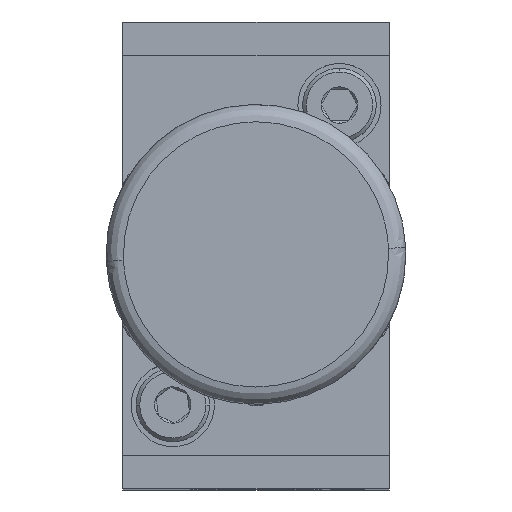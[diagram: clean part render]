
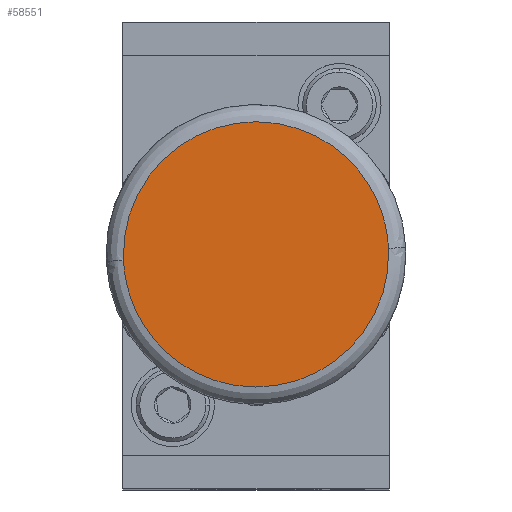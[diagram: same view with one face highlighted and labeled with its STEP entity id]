
A CAD part, top view. The second image highlights one B-rep face of the part: STEP entity #58551.
In plain terms, the highlighted planar face has unit normal (0, 0, 1).
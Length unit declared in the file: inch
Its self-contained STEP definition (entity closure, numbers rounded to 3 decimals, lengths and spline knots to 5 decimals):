
#4349 = CARTESIAN_POINT ( 'NONE',  ( 0.49697, 0.02285, 2.16746 ) ) ;
#15669 =( BOUNDED_CURVE ( )  B_SPLINE_CURVE ( 3, ( #4349, #19467, #97517, #97180 ),
 .UNSPECIFIED., .F., .F. ) 
 B_SPLINE_CURVE_WITH_KNOTS ( ( 4, 4 ),
 ( 0., 1. ),
 .UNSPECIFIED. ) 
 CURVE ( )  GEOMETRIC_REPRESENTATION_ITEM ( )  RATIONAL_B_SPLINE_CURVE ( ( 0.957, 0.319, 0.319, 0.957 ) ) 
 REPRESENTATION_ITEM ( '' )  );
#19467 = CARTESIAN_POINT ( 'NONE',  ( 0.54268, -0.9711, 2.16746 ) ) ;
#25321 = DIRECTION ( 'NONE',  ( 0., 0., 1. ) ) ;
#29269 = VERTEX_POINT ( 'NONE', #49980 ) ;
#37391 = ORIENTED_EDGE ( 'NONE', *, *, #91041, .F. ) ;
#39135 = CARTESIAN_POINT ( 'NONE',  ( -0.54268, 0.9711, 2.16746 ) ) ;
#39304 = PLANE ( 'NONE',  #73167 ) ;
#40653 = DIRECTION ( 'NONE',  ( -0.999, -0.046, 0. ) ) ;
#46317 = CARTESIAN_POINT ( 'NONE',  ( -0.49697, -0.02285, 2.16746 ) ) ;
#49980 = CARTESIAN_POINT ( 'NONE',  ( 0.49697, 0.02285, 2.16746 ) ) ;
#56882 =( BOUNDED_CURVE ( )  B_SPLINE_CURVE ( 3, ( #46317, #39135, #93975, #57617 ),
 .UNSPECIFIED., .F., .F. ) 
 B_SPLINE_CURVE_WITH_KNOTS ( ( 4, 4 ),
 ( 0., 1. ),
 .UNSPECIFIED. ) 
 CURVE ( )  GEOMETRIC_REPRESENTATION_ITEM ( )  RATIONAL_B_SPLINE_CURVE ( ( 0.957, 0.319, 0.319, 0.957 ) ) 
 REPRESENTATION_ITEM ( '' )  );
#57398 = CARTESIAN_POINT ( 'NONE',  ( 0.47981, 0.52607, 2.16746 ) ) ;
#57617 = CARTESIAN_POINT ( 'NONE',  ( 0.49697, 0.02285, 2.16746 ) ) ;
#58551 = ADVANCED_FACE ( 'NONE', ( #94339 ), #39304, .T. ) ;
#59365 = ORIENTED_EDGE ( 'NONE', *, *, #78833, .F. ) ;
#60192 = CARTESIAN_POINT ( 'NONE',  ( -0.49697, -0.02285, 2.16746 ) ) ;
#73167 = AXIS2_PLACEMENT_3D ( 'NONE', #57398, #25321, #40653 ) ;
#78833 = EDGE_CURVE ( 'NONE', #29269, #90354, #15669, .T. ) ;
#86084 = EDGE_LOOP ( 'NONE', ( #59365, #37391 ) ) ;
#90354 = VERTEX_POINT ( 'NONE', #60192 ) ;
#91041 = EDGE_CURVE ( 'NONE', #90354, #29269, #56882, .T. ) ;
#93975 = CARTESIAN_POINT ( 'NONE',  ( 0.45127, 1.0168, 2.16746 ) ) ;
#94339 = FACE_OUTER_BOUND ( 'NONE', #86084, .T. ) ;
#97180 = CARTESIAN_POINT ( 'NONE',  ( -0.49697, -0.02285, 2.16746 ) ) ;
#97517 = CARTESIAN_POINT ( 'NONE',  ( -0.45127, -1.0168, 2.16746 ) ) ;
